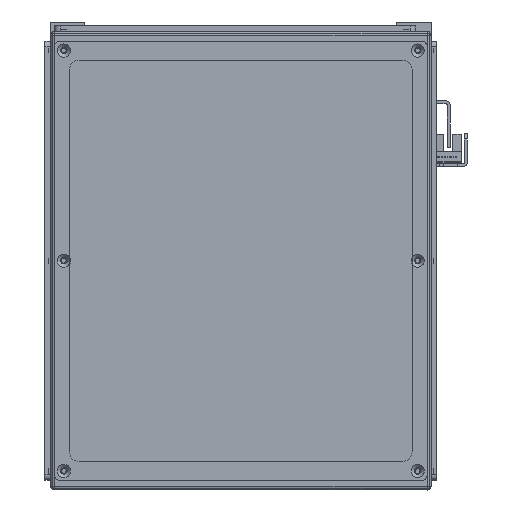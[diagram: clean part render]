
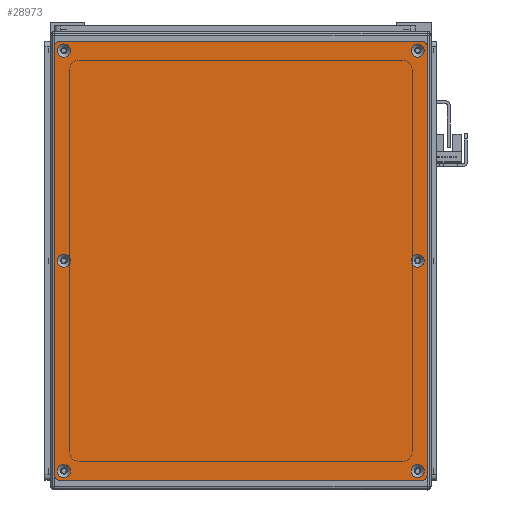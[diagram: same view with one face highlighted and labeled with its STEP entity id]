
A CAD part, front view. The second image highlights one B-rep face of the part: STEP entity #28973.
In plain terms, the highlighted planar face has unit normal (0, -1, 0).
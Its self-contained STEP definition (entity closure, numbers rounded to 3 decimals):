
#862=FACE_BOUND('',#7100,.T.);
#863=FACE_BOUND('',#7101,.T.);
#864=FACE_BOUND('',#7102,.T.);
#865=FACE_BOUND('',#7103,.T.);
#866=FACE_BOUND('',#7104,.T.);
#867=FACE_BOUND('',#7105,.T.);
#2979=CIRCLE('',#32132,3.45);
#2982=CIRCLE('',#32137,3.45);
#2985=CIRCLE('',#32142,3.45);
#2988=CIRCLE('',#32147,3.45);
#2991=CIRCLE('',#32152,3.45);
#2994=CIRCLE('',#32157,3.45);
#2997=CIRCLE('',#32162,3.);
#2999=CIRCLE('',#32165,3.);
#3000=CIRCLE('',#32166,3.);
#3001=CIRCLE('',#32167,3.);
#5211=FACE_OUTER_BOUND('',#7099,.T.);
#7099=EDGE_LOOP('',(#26644,#26645,#26646,#26647,#26648,#26649,#26650,#26651));
#7100=EDGE_LOOP('',(#26652));
#7101=EDGE_LOOP('',(#26653));
#7102=EDGE_LOOP('',(#26654));
#7103=EDGE_LOOP('',(#26655));
#7104=EDGE_LOOP('',(#26656));
#7105=EDGE_LOOP('',(#26657));
#9541=LINE('',#50909,#11968);
#9542=LINE('',#50913,#11969);
#9543=LINE('',#50917,#11970);
#9544=LINE('',#50920,#11971);
#11968=VECTOR('',#40277,10.);
#11969=VECTOR('',#40280,10.);
#11970=VECTOR('',#40283,10.);
#11971=VECTOR('',#40286,10.);
#14647=VERTEX_POINT('',#50839);
#14650=VERTEX_POINT('',#50849);
#14653=VERTEX_POINT('',#50859);
#14656=VERTEX_POINT('',#50869);
#14659=VERTEX_POINT('',#50879);
#14662=VERTEX_POINT('',#50889);
#14665=VERTEX_POINT('',#50899);
#14666=VERTEX_POINT('',#50900);
#14669=VERTEX_POINT('',#50908);
#14670=VERTEX_POINT('',#50910);
#14671=VERTEX_POINT('',#50912);
#14672=VERTEX_POINT('',#50914);
#14673=VERTEX_POINT('',#50916);
#14674=VERTEX_POINT('',#50918);
#18642=EDGE_CURVE('',#14647,#14647,#2979,.T.);
#18647=EDGE_CURVE('',#14650,#14650,#2982,.T.);
#18652=EDGE_CURVE('',#14653,#14653,#2985,.T.);
#18657=EDGE_CURVE('',#14656,#14656,#2988,.T.);
#18662=EDGE_CURVE('',#14659,#14659,#2991,.T.);
#18667=EDGE_CURVE('',#14662,#14662,#2994,.T.);
#18672=EDGE_CURVE('',#14665,#14666,#2997,.T.);
#18676=EDGE_CURVE('',#14665,#14669,#9541,.T.);
#18677=EDGE_CURVE('',#14670,#14669,#2999,.T.);
#18678=EDGE_CURVE('',#14670,#14671,#9542,.T.);
#18679=EDGE_CURVE('',#14672,#14671,#3000,.T.);
#18680=EDGE_CURVE('',#14672,#14673,#9543,.T.);
#18681=EDGE_CURVE('',#14674,#14673,#3001,.T.);
#18682=EDGE_CURVE('',#14674,#14666,#9544,.T.);
#26644=ORIENTED_EDGE('',*,*,#18672,.F.);
#26645=ORIENTED_EDGE('',*,*,#18676,.T.);
#26646=ORIENTED_EDGE('',*,*,#18677,.F.);
#26647=ORIENTED_EDGE('',*,*,#18678,.T.);
#26648=ORIENTED_EDGE('',*,*,#18679,.F.);
#26649=ORIENTED_EDGE('',*,*,#18680,.T.);
#26650=ORIENTED_EDGE('',*,*,#18681,.F.);
#26651=ORIENTED_EDGE('',*,*,#18682,.T.);
#26652=ORIENTED_EDGE('',*,*,#18642,.T.);
#26653=ORIENTED_EDGE('',*,*,#18647,.T.);
#26654=ORIENTED_EDGE('',*,*,#18652,.T.);
#26655=ORIENTED_EDGE('',*,*,#18657,.T.);
#26656=ORIENTED_EDGE('',*,*,#18662,.T.);
#26657=ORIENTED_EDGE('',*,*,#18667,.T.);
#27536=PLANE('',#32164);
#28973=ADVANCED_FACE('',(#5211,#862,#863,#864,#865,#866,#867),#27536,.T.);
#32132=AXIS2_PLACEMENT_3D('',#50840,#40197,#40198);
#32137=AXIS2_PLACEMENT_3D('',#50850,#40209,#40210);
#32142=AXIS2_PLACEMENT_3D('',#50860,#40221,#40222);
#32147=AXIS2_PLACEMENT_3D('',#50870,#40233,#40234);
#32152=AXIS2_PLACEMENT_3D('',#50880,#40245,#40246);
#32157=AXIS2_PLACEMENT_3D('',#50890,#40257,#40258);
#32162=AXIS2_PLACEMENT_3D('',#50901,#40269,#40270);
#32164=AXIS2_PLACEMENT_3D('',#50907,#40275,#40276);
#32165=AXIS2_PLACEMENT_3D('',#50911,#40278,#40279);
#32166=AXIS2_PLACEMENT_3D('',#50915,#40281,#40282);
#32167=AXIS2_PLACEMENT_3D('',#50919,#40284,#40285);
#40197=DIRECTION('center_axis',(0.,1.,0.));
#40198=DIRECTION('ref_axis',(1.,0.,0.));
#40209=DIRECTION('center_axis',(0.,1.,0.));
#40210=DIRECTION('ref_axis',(1.,0.,0.));
#40221=DIRECTION('center_axis',(0.,1.,0.));
#40222=DIRECTION('ref_axis',(1.,0.,0.));
#40233=DIRECTION('center_axis',(0.,1.,0.));
#40234=DIRECTION('ref_axis',(1.,0.,0.));
#40245=DIRECTION('center_axis',(0.,1.,0.));
#40246=DIRECTION('ref_axis',(1.,0.,0.));
#40257=DIRECTION('center_axis',(0.,1.,0.));
#40258=DIRECTION('ref_axis',(1.,0.,0.));
#40269=DIRECTION('center_axis',(0.,1.,0.));
#40270=DIRECTION('ref_axis',(-0.707,0.,0.707));
#40275=DIRECTION('center_axis',(0.,-1.,0.));
#40276=DIRECTION('ref_axis',(0.,0.,-1.));
#40277=DIRECTION('',(0.,0.,-1.));
#40278=DIRECTION('center_axis',(0.,1.,0.));
#40279=DIRECTION('ref_axis',(-0.707,0.,-0.707));
#40280=DIRECTION('',(1.,0.,0.));
#40281=DIRECTION('center_axis',(0.,1.,0.));
#40282=DIRECTION('ref_axis',(0.707,0.,-0.707));
#40283=DIRECTION('',(0.,0.,1.));
#40284=DIRECTION('center_axis',(0.,1.,0.));
#40285=DIRECTION('ref_axis',(0.707,0.,0.707));
#40286=DIRECTION('',(-1.,0.,0.));
#50839=CARTESIAN_POINT('',(107.05,-1.5,93.));
#50840=CARTESIAN_POINT('Origin',(110.5,-1.5,93.));
#50849=CARTESIAN_POINT('',(-3.45,-1.5,93.));
#50850=CARTESIAN_POINT('Origin',(0.,-1.5,93.));
#50859=CARTESIAN_POINT('',(-113.95,-1.5,93.));
#50860=CARTESIAN_POINT('Origin',(-110.5,-1.5,93.));
#50869=CARTESIAN_POINT('',(-113.95,-1.5,-93.));
#50870=CARTESIAN_POINT('Origin',(-110.5,-1.5,-93.));
#50879=CARTESIAN_POINT('',(-3.45,-1.5,-93.));
#50880=CARTESIAN_POINT('Origin',(0.,-1.5,-93.));
#50889=CARTESIAN_POINT('',(107.05,-1.5,-93.));
#50890=CARTESIAN_POINT('Origin',(110.5,-1.5,-93.));
#50899=CARTESIAN_POINT('',(-115.5,-1.5,95.));
#50900=CARTESIAN_POINT('',(-112.5,-1.5,98.));
#50901=CARTESIAN_POINT('Origin',(-112.5,-1.5,95.));
#50907=CARTESIAN_POINT('Origin',(0.,-1.5,0.));
#50908=CARTESIAN_POINT('',(-115.5,-1.5,-95.));
#50909=CARTESIAN_POINT('',(-115.5,-1.5,98.));
#50910=CARTESIAN_POINT('',(-112.5,-1.5,-98.));
#50911=CARTESIAN_POINT('Origin',(-112.5,-1.5,-95.));
#50912=CARTESIAN_POINT('',(112.5,-1.5,-98.));
#50913=CARTESIAN_POINT('',(-115.5,-1.5,-98.));
#50914=CARTESIAN_POINT('',(115.5,-1.5,-95.));
#50915=CARTESIAN_POINT('Origin',(112.5,-1.5,-95.));
#50916=CARTESIAN_POINT('',(115.5,-1.5,95.));
#50917=CARTESIAN_POINT('',(115.5,-1.5,-98.));
#50918=CARTESIAN_POINT('',(112.5,-1.5,98.));
#50919=CARTESIAN_POINT('Origin',(112.5,-1.5,95.));
#50920=CARTESIAN_POINT('',(115.5,-1.5,98.));
